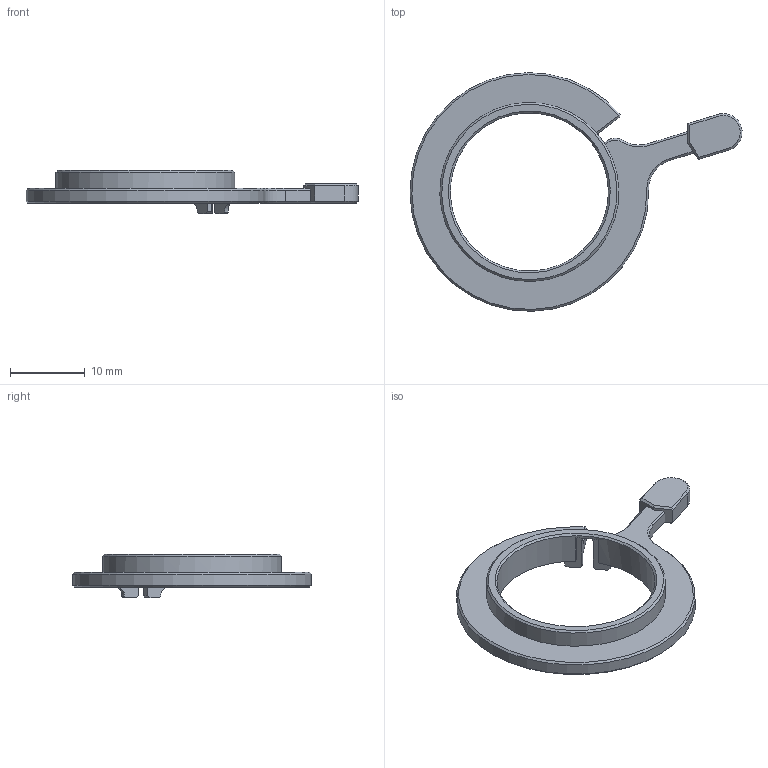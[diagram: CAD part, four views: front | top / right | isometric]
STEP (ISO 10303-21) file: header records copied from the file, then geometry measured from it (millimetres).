
FILE_DESCRIPTION(/* description */ ('Unknown'),/* implementation_level */ '2;1');
FILE_NAME(/* name */ 'lomo_LCA_focusRing',/* time_stamp */ '2024-03-15T12:11:18-04:00',/* author */ ('Unknown'),/* organization */ ('Unknown'),/* preprocessor_version */ 'ST-DEVELOPER v18.1',/* originating_system */ 'Solid Edge',/* authorisation */ 'Unknown');
FILE_SCHEMA (('AUTOMOTIVE_DESIGN {1 0 10303 214 3 1 1}'));
Length unit declared in the file: millimetre
Products named in the file (2): lomo_LCA; lomo_LCA_focusRing
Assembly tree (1 placements, depth 2):
  lomo_LCA
    lomo_LCA_focusRing
Bounding box: 44.5 x 32 x 5.83 mm (x, y, z)
Volume: 1230.2 mm3; surface area: 1700.3 mm2
Topology: 1 solids, 1 shells, 72 faces, 184 edges, 113 vertices
Faces by surface type: plane 47, cylinder 12, cone 12, bspline 1
Full cylindrical faces by diameter (mm): 21.2 x1, 24 x1
Entity records: 2205 total; most frequent: CARTESIAN_POINT 453, ORIENTED_EDGE 356, DIRECTION 350, EDGE_CURVE 178, AXIS2_PLACEMENT_3D 118, LINE 114, VECTOR 114, VERTEX_POINT 111
